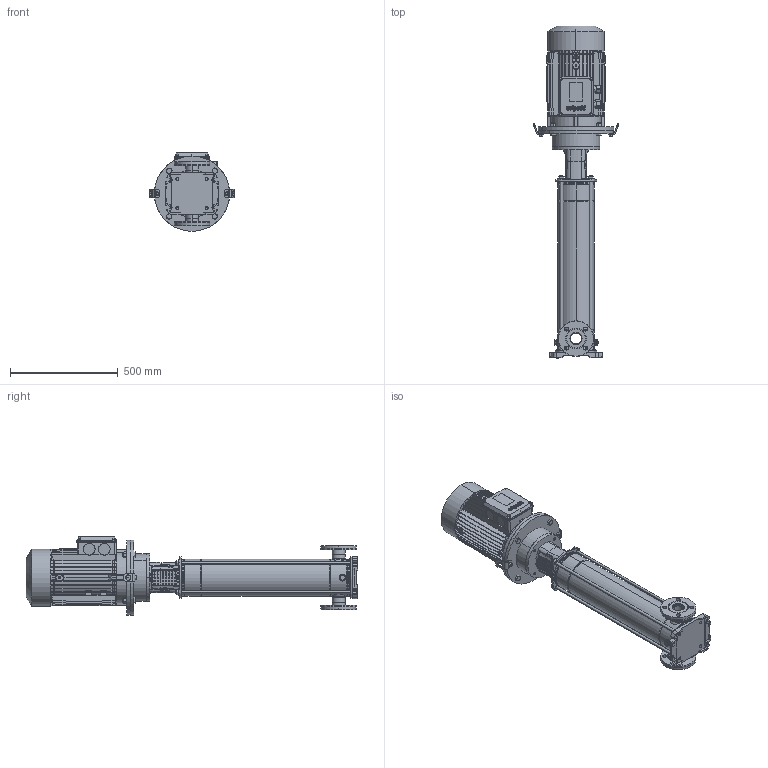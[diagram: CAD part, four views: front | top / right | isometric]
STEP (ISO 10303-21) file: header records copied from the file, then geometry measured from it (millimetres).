
FILE_DESCRIPTION (( 'STEP AP214' ), '1' );
FILE_NAME ('10007683swa01.step', '2023-01-24T16:05:04', ( '' ), ( '' ), 'SwSTEP 2.0', 'SolidWorks 2020', '' );
FILE_SCHEMA (( 'AUTOMOTIVE_DESIGN' ));
Length unit declared in the file: millimetre
Products named in the file (22): 4.92.223swp01_M14 X 838; 10007576swa02_M132M VERT.; 3.92.277swp01_MXV 50-1513-50-2013 Sempl.; 10007558swa00; 3.92.244swp01_Semplificato; 10000007swn00_M16 õ; 4.92.027swp03_4_92_027_AISI304; 4.92.211swp01; 10007431swp00_Falngia mot. 160; 4.92.222swp03_DN50 semplificato; 10007568swp00_M132 B5-De350; 10000033swn00_M10x14 A2; 10007683swa01; 4.92.212swp01; 10000006swn00_M14 A2-70; 4.92.204swp01_VERSIONE MACCHINA UTENSILE; 10000023swn00_M16x50 6.8 ZINCATA; 3.92.270swp01_3.92.270 Semplificato; 10007572swp02_132M-R3 V1; 3.92.248swp01_3_92_248_Sempl.; 10007670swn00_M32x1.5; 4.92.226swp02
Assembly tree (39 placements, depth 3):
  10007683swa01
    10007576swa02_M132M VERT.
      10007568swp00_M132 B5-De350
      10007572swp02_132M-R3 V1
      10007670swn00_M32x1.5  x2
    10007558swa00
      3.92.244swp01_Semplificato
      3.92.277swp01_MXV 50-1513-50-2013 Sempl.
      3.92.248swp01_3_92_248_Sempl.
      4.92.223swp01_M14 X 838  x4
      10007431swp00_Falngia mot. 160
      4.92.027swp03_4_92_027_AISI304
      10000006swn00_M14 A2-70  x4
      3.92.270swp01_3.92.270 Semplificato
      4.92.204swp01_VERSIONE MACCHINA UTENSILE  x2
      4.92.222swp03_DN50 semplificato  x2
      4.92.212swp01
      4.92.226swp02  x2
      4.92.211swp01  x2
      10000033swn00_M10x14 A2  x2
    10000023swn00_M16x50 6.8 ZINCATA  x4
    10000007swn00_M16 õ  x4
Bounding box: 399.62 x 1543.8 x 365.2 mm (x, y, z)
Volume: 50035438.7 mm3; surface area: 2998123.6 mm2
Topology: 44 solids, 47 shells, 3472 faces, 8860 edges, 5668 vertices
Faces by surface type: plane 1521, cylinder 801, cone 713, bspline 286, torus 151
Entity records: 96197 total; most frequent: CARTESIAN_POINT 26402, ORIENTED_EDGE 14314, DIRECTION 13245, EDGE_CURVE 7157, AXIS2_PLACEMENT_3D 4668, VERTEX_POINT 4623, VECTOR 3909, LINE 3909
